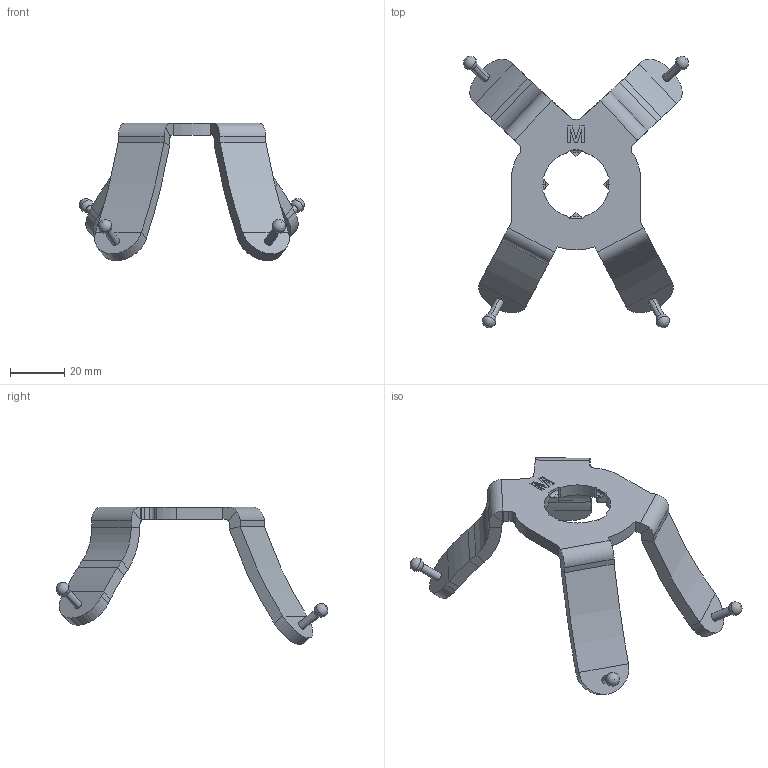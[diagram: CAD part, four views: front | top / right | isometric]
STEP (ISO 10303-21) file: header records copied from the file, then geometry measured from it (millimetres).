
FILE_DESCRIPTION (( 'STEP AP203' ), '1' );
FILE_NAME ('Mask Harness v6.STEP', '2020-05-04T20:55:26', ( '' ), ( '' ), 'SwSTEP 2.0', 'SolidWorks 2018', '' );
FILE_SCHEMA (( 'CONFIG_CONTROL_DESIGN' ));
Length unit declared in the file: millimetre
Products named in the file (1): Mask Harness v6
Bounding box: 82.83 x 99.84 x 50.68 mm (x, y, z)
Volume: 25667.8 mm3; surface area: 14655.3 mm2
Topology: 1 solids, 1 shells, 178 faces, 485 edges, 310 vertices
Faces by surface type: plane 104, cylinder 54, sphere 8, bspline 6, torus 6
Entity records: 5770 total; most frequent: CARTESIAN_POINT 1282, ORIENTED_EDGE 934, DIRECTION 909, EDGE_CURVE 467, AXIS2_PLACEMENT_3D 307, VERTEX_POINT 300, VECTOR 295, LINE 295
